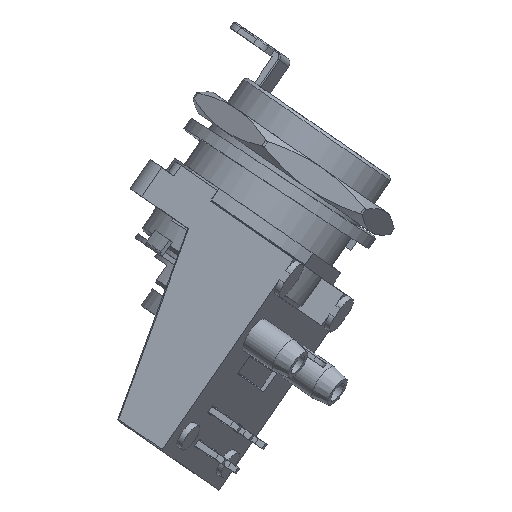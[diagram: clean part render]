
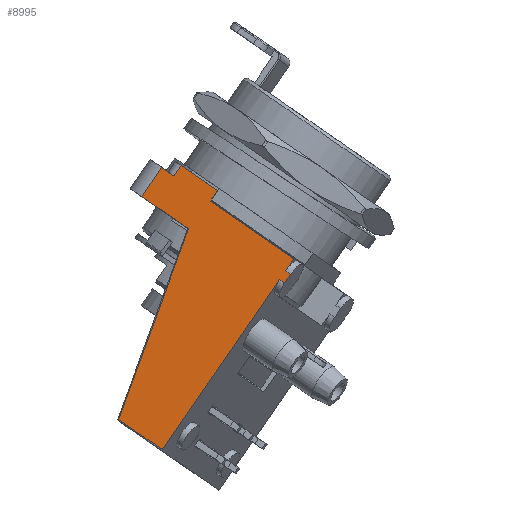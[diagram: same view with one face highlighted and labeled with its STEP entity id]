
A CAD part, left-side view. The second image highlights one B-rep face of the part: STEP entity #8995.
In plain terms, the highlighted planar face has unit normal (-0.952, 0.253, 0.174).
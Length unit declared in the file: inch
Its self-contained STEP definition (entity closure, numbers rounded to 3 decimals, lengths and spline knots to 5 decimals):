
#329=PLANE('',#11824);
#587=FACE_OUTER_BOUND('',#1000,.T.);
#1000=EDGE_LOOP('',(#6460,#6461,#6462,#6463,#6464,#6465,#6466,#6467,#6468,
#6469,#6470,#6471,#6472,#6473));
#2539=VERTEX_POINT('',#16834);
#2540=VERTEX_POINT('',#16836);
#2542=VERTEX_POINT('',#16842);
#2558=VERTEX_POINT('',#16883);
#2559=VERTEX_POINT('',#16885);
#2560=VERTEX_POINT('',#16887);
#2561=VERTEX_POINT('',#16889);
#2562=VERTEX_POINT('',#16891);
#2563=VERTEX_POINT('',#16893);
#2564=VERTEX_POINT('',#16895);
#2565=VERTEX_POINT('',#16897);
#2566=VERTEX_POINT('',#16899);
#2567=VERTEX_POINT('',#16901);
#2568=VERTEX_POINT('',#16903);
#4269=EDGE_CURVE('',#2539,#2540,#9635,.T.);
#4275=EDGE_CURVE('',#2540,#2542,#9638,.T.);
#4292=EDGE_CURVE('',#2542,#2558,#9647,.T.);
#4293=EDGE_CURVE('',#2559,#2539,#9648,.T.);
#4294=EDGE_CURVE('',#2560,#2559,#9649,.T.);
#4295=EDGE_CURVE('',#2560,#2561,#9650,.T.);
#4296=EDGE_CURVE('',#2562,#2561,#9651,.T.);
#4297=EDGE_CURVE('',#2563,#2562,#9652,.T.);
#4298=EDGE_CURVE('',#2564,#2563,#9653,.T.);
#4299=EDGE_CURVE('',#2564,#2565,#9654,.T.);
#4300=EDGE_CURVE('',#2565,#2566,#9655,.T.);
#4301=EDGE_CURVE('',#2567,#2566,#9656,.T.);
#4302=EDGE_CURVE('',#2568,#2567,#9657,.T.);
#4303=EDGE_CURVE('',#2558,#2568,#9658,.T.);
#6460=ORIENTED_EDGE('',*,*,#4292,.F.);
#6461=ORIENTED_EDGE('',*,*,#4275,.F.);
#6462=ORIENTED_EDGE('',*,*,#4269,.F.);
#6463=ORIENTED_EDGE('',*,*,#4293,.F.);
#6464=ORIENTED_EDGE('',*,*,#4294,.F.);
#6465=ORIENTED_EDGE('',*,*,#4295,.T.);
#6466=ORIENTED_EDGE('',*,*,#4296,.F.);
#6467=ORIENTED_EDGE('',*,*,#4297,.F.);
#6468=ORIENTED_EDGE('',*,*,#4298,.F.);
#6469=ORIENTED_EDGE('',*,*,#4299,.T.);
#6470=ORIENTED_EDGE('',*,*,#4300,.T.);
#6471=ORIENTED_EDGE('',*,*,#4301,.F.);
#6472=ORIENTED_EDGE('',*,*,#4302,.F.);
#6473=ORIENTED_EDGE('',*,*,#4303,.F.);
#8995=ADVANCED_FACE('',(#587),#329,.T.);
#9635=LINE('',#16837,#10793);
#9638=LINE('',#16848,#10796);
#9647=LINE('',#16884,#10805);
#9648=LINE('',#16886,#10806);
#9649=LINE('',#16888,#10807);
#9650=LINE('',#16890,#10808);
#9651=LINE('',#16892,#10809);
#9652=LINE('',#16894,#10810);
#9653=LINE('',#16896,#10811);
#9654=LINE('',#16898,#10812);
#9655=LINE('',#16900,#10813);
#9656=LINE('',#16902,#10814);
#9657=LINE('',#16904,#10815);
#9658=LINE('',#16905,#10816);
#10793=VECTOR('',#13065,0.17415);
#10796=VECTOR('',#13076,0.63628);
#10805=VECTOR('',#13111,0.18715);
#10806=VECTOR('',#13112,0.64567);
#10807=VECTOR('',#13113,0.01969);
#10808=VECTOR('',#13114,0.03346);
#10809=VECTOR('',#13115,0.01969);
#10810=VECTOR('',#13116,0.04528);
#10811=VECTOR('',#13117,0.33312);
#10812=VECTOR('',#13118,0.03937);
#10813=VECTOR('',#13119,0.14523);
#10814=VECTOR('',#13120,0.03937);
#10815=VECTOR('',#13121,0.04921);
#10816=VECTOR('',#13122,0.11024);
#11824=AXIS2_PLACEMENT_3D('',#16882,#13109,#13110);
#13065=DIRECTION('',(0.307,0.783,0.541));
#13076=DIRECTION('',(0.08,-0.344,0.936));
#13109=DIRECTION('center_axis',(-0.952,0.253,0.174));
#13110=DIRECTION('ref_axis',(0.307,0.783,0.541));
#13111=DIRECTION('',(0.307,0.783,0.541));
#13112=DIRECTION('',(0.,0.568,-0.823));
#13113=DIRECTION('',(0.307,0.783,0.541));
#13114=DIRECTION('',(0.,-0.568,0.823));
#13115=DIRECTION('',(-0.307,-0.783,-0.541));
#13116=DIRECTION('',(0.,0.568,-0.823));
#13117=DIRECTION('',(-0.307,-0.783,-0.541));
#13118=DIRECTION('',(0.,-0.568,0.823));
#13119=DIRECTION('',(0.307,0.783,0.541));
#13120=DIRECTION('',(0.,-0.568,0.823));
#13121=DIRECTION('',(-0.307,-0.783,-0.541));
#13122=DIRECTION('',(0.,-0.568,0.823));
#16834=CARTESIAN_POINT('',(-0.19767,0.37811,-0.33059));
#16836=CARTESIAN_POINT('',(-0.14419,0.51451,-0.23645));
#16837=CARTESIAN_POINT('',(-0.16458,0.46251,-0.27234));
#16842=CARTESIAN_POINT('',(-0.09313,0.29588,0.3589));
#16848=CARTESIAN_POINT('',(-0.12663,0.43934,-0.03175));
#16882=CARTESIAN_POINT('Origin',(-0.13149,0.29404,0.15233));
#16883=CARTESIAN_POINT('',(-0.03566,0.44247,0.46007));
#16884=CARTESIAN_POINT('',(-0.09188,0.29908,0.36111));
#16885=CARTESIAN_POINT('',(-0.19767,0.01136,0.20081));
#16886=CARTESIAN_POINT('',(-0.19767,-0.03336,0.26562));
#16887=CARTESIAN_POINT('',(-0.20371,-0.00406,0.19017));
#16888=CARTESIAN_POINT('',(-0.16458,0.09577,0.25906));
#16889=CARTESIAN_POINT('',(-0.20371,-0.02306,0.21771));
#16890=CARTESIAN_POINT('',(-0.20371,-0.04878,0.25498));
#16891=CARTESIAN_POINT('',(-0.19767,-0.00765,0.22835));
#16892=CARTESIAN_POINT('',(-0.19767,-0.00765,0.22835));
#16893=CARTESIAN_POINT('',(-0.19767,-0.03336,0.26562));
#16894=CARTESIAN_POINT('',(-0.19767,-0.03336,0.26562));
#16895=CARTESIAN_POINT('',(-0.09537,0.22756,0.44569));
#16896=CARTESIAN_POINT('',(-0.01632,0.42919,0.58485));
#16897=CARTESIAN_POINT('',(-0.09537,0.2052,0.47809));
#16898=CARTESIAN_POINT('',(-0.09537,0.22756,0.44569));
#16899=CARTESIAN_POINT('',(-0.05078,0.31894,0.55659));
#16900=CARTESIAN_POINT('',(-0.01679,0.40563,0.61642));
#16901=CARTESIAN_POINT('',(-0.05078,0.34131,0.52419));
#16902=CARTESIAN_POINT('',(-0.05078,0.34131,0.52419));
#16903=CARTESIAN_POINT('',(-0.03566,0.37985,0.55079));
#16904=CARTESIAN_POINT('',(-0.01632,0.42919,0.58485));
#16905=CARTESIAN_POINT('',(-0.03566,0.49045,0.39054));
